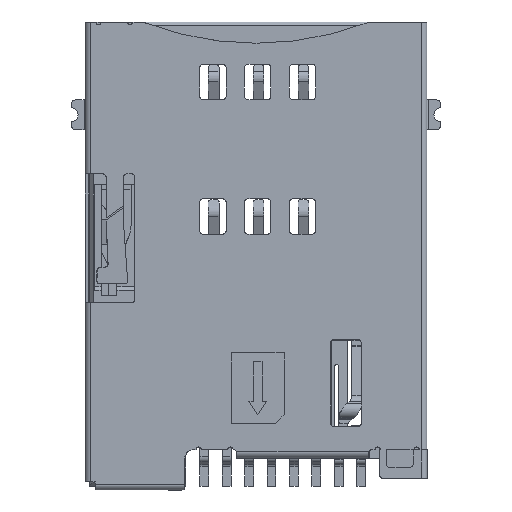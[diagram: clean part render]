
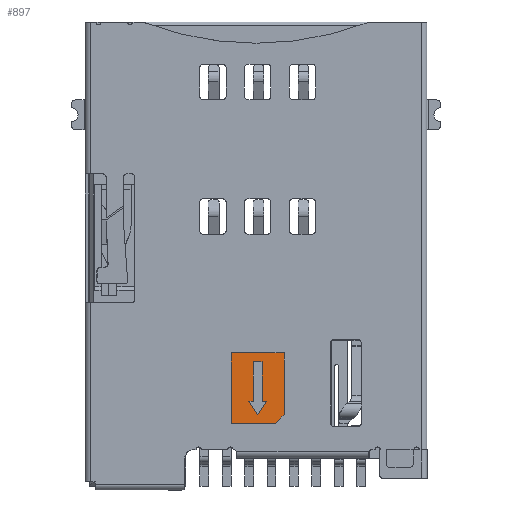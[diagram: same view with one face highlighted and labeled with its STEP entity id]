
A CAD part, top view. The second image highlights one B-rep face of the part: STEP entity #897.
In plain terms, the highlighted planar face has unit normal (0, 0, 1).
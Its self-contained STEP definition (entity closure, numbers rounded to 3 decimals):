
#897=ADVANCED_FACE('',(#2765,#2766),#2767,.T.);
#2765=FACE_OUTER_BOUND('',#5837,.T.);
#2766=FACE_BOUND('',#5838,.T.);
#2767=PLANE('',#5839);
#5837=EDGE_LOOP('',(#13316,#13317,#13318,#13319,#13320));
#5838=EDGE_LOOP('',(#13321,#13322,#13323,#13324,#13325,#13326,#13327));
#5839=AXIS2_PLACEMENT_3D('',#13328,#13329,#13330);
#13316=ORIENTED_EDGE('',*,*,#16328,.T.);
#13317=ORIENTED_EDGE('',*,*,#16331,.T.);
#13318=ORIENTED_EDGE('',*,*,#16333,.T.);
#13319=ORIENTED_EDGE('',*,*,#16335,.F.);
#13320=ORIENTED_EDGE('',*,*,#16337,.T.);
#13321=ORIENTED_EDGE('',*,*,#16338,.F.);
#13322=ORIENTED_EDGE('',*,*,#16339,.F.);
#13323=ORIENTED_EDGE('',*,*,#16340,.T.);
#13324=ORIENTED_EDGE('',*,*,#16341,.T.);
#13325=ORIENTED_EDGE('',*,*,#16342,.T.);
#13326=ORIENTED_EDGE('',*,*,#16343,.T.);
#13327=ORIENTED_EDGE('',*,*,#16344,.T.);
#13328=CARTESIAN_POINT('',(25.452,4.626,1.92));
#13329=DIRECTION('',(0.0,0.0,1.0));
#13330=DIRECTION('',(1.0,-0.0,0.0));
#16328=EDGE_CURVE('',#20554,#20555,#20556,.F.);
#16331=EDGE_CURVE('',#20555,#20559,#20560,.F.);
#16333=EDGE_CURVE('',#20559,#20562,#20563,.F.);
#16335=EDGE_CURVE('',#20565,#20562,#20566,.T.);
#16337=EDGE_CURVE('',#20565,#20554,#20568,.F.);
#16338=EDGE_CURVE('',#20569,#20570,#20571,.F.);
#16339=EDGE_CURVE('',#20572,#20569,#20573,.F.);
#16340=EDGE_CURVE('',#20572,#20574,#20575,.T.);
#16341=EDGE_CURVE('',#20574,#20576,#20577,.T.);
#16342=EDGE_CURVE('',#20576,#20578,#20579,.T.);
#16343=EDGE_CURVE('',#20578,#20580,#20581,.T.);
#16344=EDGE_CURVE('',#20580,#20570,#20582,.T.);
#20554=VERTEX_POINT('',#27155);
#20555=VERTEX_POINT('',#27156);
#20556=LINE('',#27157,#27158);
#20559=VERTEX_POINT('',#27163);
#20560=LINE('',#27164,#27165);
#20562=VERTEX_POINT('',#27168);
#20563=LINE('',#27169,#27170);
#20565=VERTEX_POINT('',#27173);
#20566=LINE('',#27174,#27175);
#20568=LINE('',#27178,#27179);
#20569=VERTEX_POINT('',#27180);
#20570=VERTEX_POINT('',#27181);
#20571=LINE('',#27182,#27183);
#20572=VERTEX_POINT('',#27184);
#20573=LINE('',#27185,#27186);
#20574=VERTEX_POINT('',#27187);
#20575=LINE('',#27188,#27189);
#20576=VERTEX_POINT('',#27190);
#20577=LINE('',#27191,#27192);
#20578=VERTEX_POINT('',#27193);
#20579=LINE('',#27194,#27195);
#20580=VERTEX_POINT('',#27196);
#20581=LINE('',#27197,#27198);
#20582=LINE('',#27199,#27200);
#27155=CARTESIAN_POINT('',(26.838,1.612,1.92));
#27156=CARTESIAN_POINT('',(27.338,2.112,1.92));
#27157=CARTESIAN_POINT('',(27.245,2.019,1.92));
#27158=VECTOR('',#30840,1.0);
#27163=CARTESIAN_POINT('',(27.338,5.612,1.92));
#27164=CARTESIAN_POINT('',(27.338,3.369,1.92));
#27165=VECTOR('',#30843,1.0);
#27168=CARTESIAN_POINT('',(24.338,5.612,1.92));
#27169=CARTESIAN_POINT('',(26.395,5.612,1.92));
#27170=VECTOR('',#30845,1.0);
#27173=CARTESIAN_POINT('',(24.338,1.612,1.92));
#27174=CARTESIAN_POINT('',(24.338,5.119,1.92));
#27175=VECTOR('',#30847,1.0);
#27178=CARTESIAN_POINT('',(24.895,1.612,1.92));
#27179=VECTOR('',#30849,1.0);
#27180=CARTESIAN_POINT('',(25.588,5.112,1.92));
#27181=CARTESIAN_POINT('',(25.588,2.862,1.92));
#27182=CARTESIAN_POINT('',(25.588,3.744,1.92));
#27183=VECTOR('',#30850,1.0);
#27184=CARTESIAN_POINT('',(26.088,5.112,1.92));
#27185=CARTESIAN_POINT('',(25.52,5.112,1.92));
#27186=VECTOR('',#30851,1.0);
#27187=CARTESIAN_POINT('',(26.088,2.862,1.92));
#27188=CARTESIAN_POINT('',(26.088,4.869,1.92));
#27189=VECTOR('',#30852,1.0);
#27190=CARTESIAN_POINT('',(26.338,2.862,1.92));
#27191=CARTESIAN_POINT('',(25.77,2.862,1.92));
#27192=VECTOR('',#30853,1.0);
#27193=CARTESIAN_POINT('',(25.838,2.112,1.92));
#27194=CARTESIAN_POINT('',(26.608,3.268,1.92));
#27195=VECTOR('',#30854,1.0);
#27196=CARTESIAN_POINT('',(25.338,2.862,1.92));
#27197=CARTESIAN_POINT('',(25.198,3.071,1.92));
#27198=VECTOR('',#30855,1.0);
#27199=CARTESIAN_POINT('',(25.395,2.862,1.92));
#27200=VECTOR('',#30856,1.0);
#30840=DIRECTION('',(-0.707,-0.707,0.0));
#30843=DIRECTION('',(0.,-1.0,0.0));
#30845=DIRECTION('',(1.0,0.,0.0));
#30847=DIRECTION('',(0.,1.0,-0.0));
#30849=DIRECTION('',(-1.0,0.,0.0));
#30850=DIRECTION('',(0.,1.0,-0.0));
#30851=DIRECTION('',(1.0,0.,0.0));
#30852=DIRECTION('',(0.,-1.0,0.0));
#30853=DIRECTION('',(1.0,0.,0.0));
#30854=DIRECTION('',(-0.555,-0.832,0.0));
#30855=DIRECTION('',(-0.555,0.832,0.0));
#30856=DIRECTION('',(1.0,0.,0.0));
